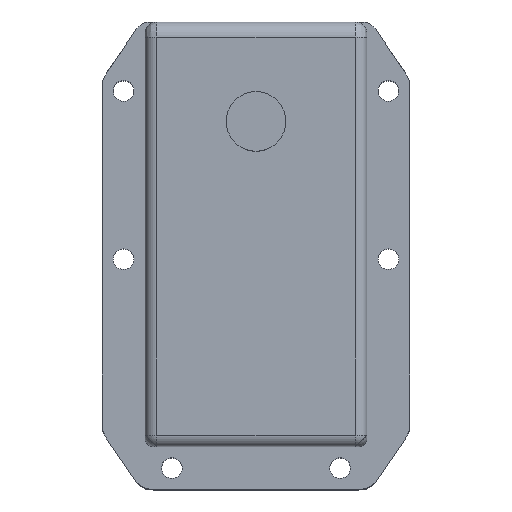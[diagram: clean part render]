
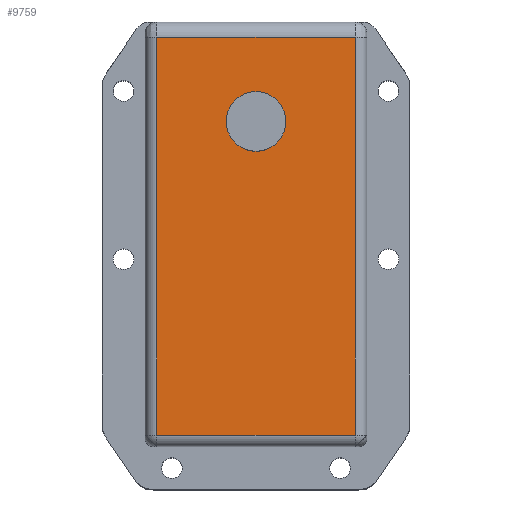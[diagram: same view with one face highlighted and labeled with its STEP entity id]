
A CAD part, top view. The second image highlights one B-rep face of the part: STEP entity #9759.
In plain terms, the highlighted planar face has unit normal (0, 0, 1).
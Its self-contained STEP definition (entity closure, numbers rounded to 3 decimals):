
#365=DIRECTION('',(-1.,0.,0.));
#366=VECTOR('',#365,26.);
#367=CARTESIAN_POINT('',(13.,11.,20.5));
#368=LINE('',#367,#366);
#393=DIRECTION('',(0.,-1.,0.));
#394=VECTOR('',#393,52.);
#395=CARTESIAN_POINT('',(-13.,11.,20.5));
#396=LINE('',#395,#394);
#3473=DIRECTION('',(1.,0.,0.));
#3474=VECTOR('',#3473,26.);
#3475=CARTESIAN_POINT('',(-13.,-41.,20.5));
#3476=LINE('',#3475,#3474);
#3491=CARTESIAN_POINT('',(0.,0.,20.5));
#3492=DIRECTION('',(0.,0.,1.));
#3493=DIRECTION('',(1.,0.,0.));
#3494=AXIS2_PLACEMENT_3D('',#3491,#3492,#3493);
#3496=CARTESIAN_POINT('',(0.,0.,20.5));
#3497=DIRECTION('',(0.,0.,1.));
#3498=DIRECTION('',(-1.,0.,0.));
#3499=AXIS2_PLACEMENT_3D('',#3496,#3497,#3498);
#3501=DIRECTION('',(0.,1.,0.));
#3502=VECTOR('',#3501,52.);
#3503=CARTESIAN_POINT('',(13.,-41.,20.5));
#3504=LINE('',#3503,#3502);
#4396=CARTESIAN_POINT('',(-13.,11.,20.5));
#4397=VERTEX_POINT('',#4396);
#4402=CARTESIAN_POINT('',(-13.,-41.,20.5));
#4403=VERTEX_POINT('',#4402);
#4404=CARTESIAN_POINT('',(13.,-41.,20.5));
#4405=VERTEX_POINT('',#4404);
#4418=CARTESIAN_POINT('',(13.,11.,20.5));
#4419=VERTEX_POINT('',#4418);
#4680=CARTESIAN_POINT('',(3.9,0.,20.5));
#4681=CARTESIAN_POINT('',(-3.9,0.,20.5));
#4682=VERTEX_POINT('',#4680);
#4683=VERTEX_POINT('',#4681);
#9741=CARTESIAN_POINT('',(0.,0.,20.5));
#9742=DIRECTION('',(0.,0.,1.));
#9743=DIRECTION('',(1.,0.,0.));
#9744=AXIS2_PLACEMENT_3D('',#9741,#9742,#9743);
#9745=PLANE('',#9744);
#9746=ORIENTED_EDGE('',*,*,#5233,.F.);
#9747=ORIENTED_EDGE('',*,*,#5193,.F.);
#9749=ORIENTED_EDGE('',*,*,#9748,.F.);
#9750=ORIENTED_EDGE('',*,*,#9731,.F.);
#9751=EDGE_LOOP('',(#9746,#9747,#9749,#9750));
#9752=FACE_OUTER_BOUND('',#9751,.F.);
#9754=ORIENTED_EDGE('',*,*,#9753,.T.);
#9756=ORIENTED_EDGE('',*,*,#9755,.T.);
#9757=EDGE_LOOP('',(#9754,#9756));
#9758=FACE_BOUND('',#9757,.F.);
#9759=ADVANCED_FACE('',(#9752,#9758),#9745,.T.);
#3495=CIRCLE('',#3494,3.9);
#3500=CIRCLE('',#3499,3.9);
#5193=EDGE_CURVE('',#4419,#4397,#368,.T.);
#5233=EDGE_CURVE('',#4397,#4403,#396,.T.);
#9731=EDGE_CURVE('',#4403,#4405,#3476,.T.);
#9748=EDGE_CURVE('',#4405,#4419,#3504,.T.);
#9753=EDGE_CURVE('',#4682,#4683,#3495,.T.);
#9755=EDGE_CURVE('',#4683,#4682,#3500,.T.);
